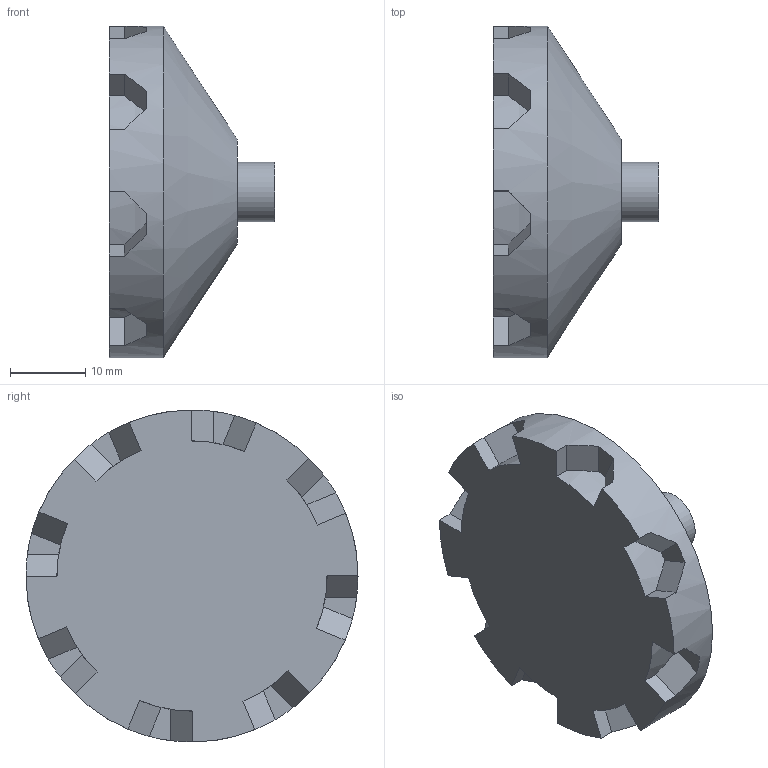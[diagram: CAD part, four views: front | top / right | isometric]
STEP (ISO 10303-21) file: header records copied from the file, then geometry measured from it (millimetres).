
FILE_DESCRIPTION(/* description */ (''),/* implementation_level */ '2;1');
FILE_NAME(/* name */ 'base_pulley_4_v1.step',/* time_stamp */ '2025-11-18T12:31:14+09:00',/* author */ (''),/* organization */ (''),/* preprocessor_version */ 'ST-DEVELOPER v20.1',/* originating_system */ 'Autodesk Translation Framework v14.17.0.0',/* authorisation */ '');
FILE_SCHEMA (('AUTOMOTIVE_DESIGN { 1 0 10303 214 3 1 1 }'));
Length unit declared in the file: millimetre
Products named in the file (1): プーリ支部部
Bounding box: 22 x 44 x 44 mm (x, y, z)
Volume: 17225.9 mm3; surface area: 4575.2 mm2
Topology: 1 solids, 1 shells, 54 faces, 153 edges, 102 vertices
Faces by surface type: plane 43, cylinder 10, cone 1
Full cylindrical faces by diameter (mm): 7.9 x1, 44 x1
Entity records: 1827 total; most frequent: DIRECTION 333, CARTESIAN_POINT 310, ORIENTED_EDGE 306, EDGE_CURVE 153, AXIS2_PLACEMENT_3D 125, VERTEX_POINT 102, LINE 83, VECTOR 83
